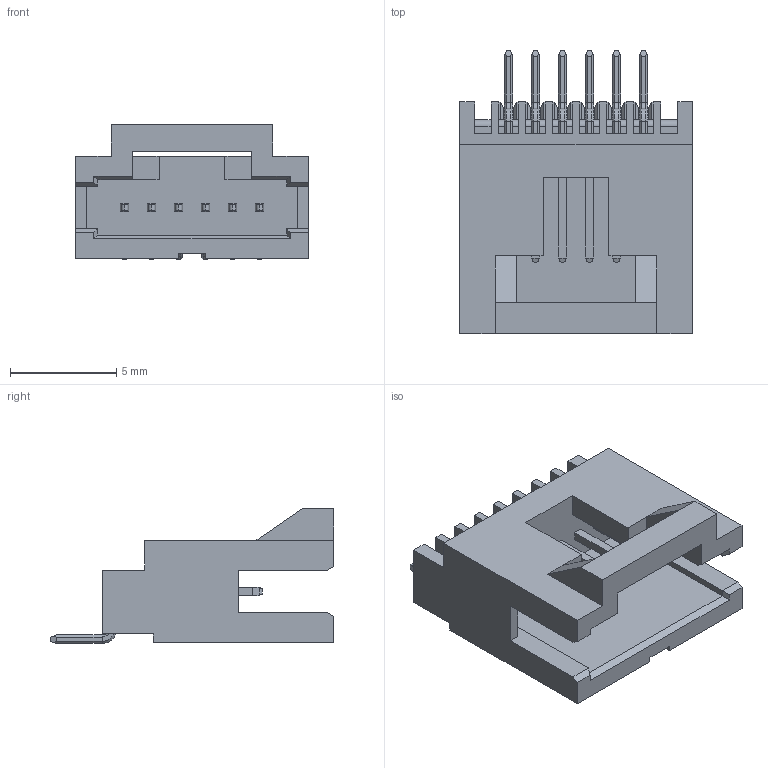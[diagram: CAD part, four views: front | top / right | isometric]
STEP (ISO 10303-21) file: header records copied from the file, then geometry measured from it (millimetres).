
FILE_DESCRIPTION( ('This file contains a STEP AP42 implementation' ,'as created by ZW3D STEP Interface translator.') ,'2;1' );
FILE_NAME( 'WF1271-1WZH06S0BT1.stp' ,'24 1 2.161940', (''), ('ZWCAD Software Co.'), 'Version 1.0', 'ZW3D to STEP translator', '' );
FILE_SCHEMA(('AUTOMOTIVE_DESIGN { 1 0 10303 214 1 1 1 1 }'));
Length unit declared in the file: millimetre
Products named in the file (2): 0; WF1271-1WZH06S0BT1
Bounding box: 10.95 x 13.34 x 6.35 mm (x, y, z)
Volume: 297.4 mm3; surface area: 732.3 mm2
Topology: 1 solids, 1 shells, 515 faces, 1322 edges, 819 vertices
Faces by surface type: plane 423, cone 48, cylinder 44
Entity records: 16578 total; most frequent: CARTESIAN_POINT 3963, ORIENTED_EDGE 2644, DIRECTION 2248, EDGE_CURVE 1322, VECTOR 992, LINE 992, VERTEX_POINT 819, AXIS2_PLACEMENT_3D 628
